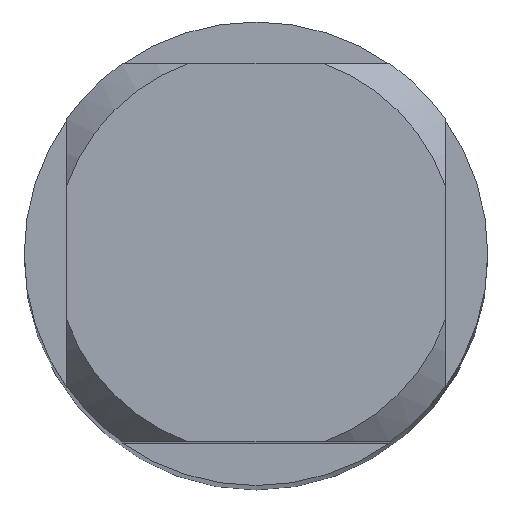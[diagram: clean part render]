
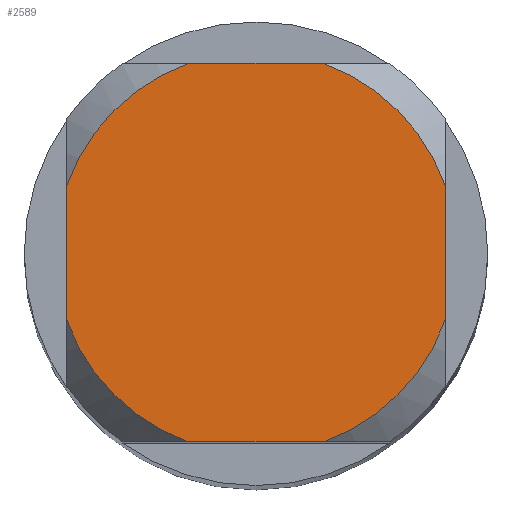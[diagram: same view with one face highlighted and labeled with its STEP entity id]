
A CAD part, top view. The second image highlights one B-rep face of the part: STEP entity #2589.
In plain terms, the highlighted planar face has unit normal (0, 0, 1).
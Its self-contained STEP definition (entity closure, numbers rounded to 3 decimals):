
#1767=VERTEX_POINT('',#5197);
#1961=EDGE_CURVE('',#4409,#1767,#5409,.T.);
#2251=VERTEX_POINT('',#5735);
#2283=VERTEX_POINT('',#5770);
#2589=ADVANCED_FACE('',(#6111),#6112,.T.);
#2673=EDGE_CURVE('',#2283,#3803,#6209,.T.);
#2693=EDGE_CURVE('',#2251,#2793,#6233,.T.);
#2793=VERTEX_POINT('',#6346);
#3063=EDGE_CURVE('',#4779,#3113,#6635,.T.);
#3113=VERTEX_POINT('',#6690);
#3145=EDGE_CURVE('',#4409,#3113,#6725,.T.);
#3581=EDGE_CURVE('',#2283,#2793,#7195,.T.);
#3661=EDGE_CURVE('',#4779,#3803,#7285,.T.);
#3711=EDGE_CURVE('',#2251,#1767,#7342,.T.);
#3803=VERTEX_POINT('',#7437);
#4409=VERTEX_POINT('',#8089);
#4779=VERTEX_POINT('',#8490);
#5197=CARTESIAN_POINT('',(2.45,0.87,0.0));
#5409=LINE('',#9309,#9310);
#5735=CARTESIAN_POINT('',(0.87,2.45,0.0));
#5770=CARTESIAN_POINT('',(-2.45,0.87,0.0));
#6111=FACE_OUTER_BOUND('',#10593,.T.);
#6112=PLANE('',#10594);
#6209=LINE('',#10730,#10731);
#6233=LINE('',#10777,#10778);
#6346=CARTESIAN_POINT('',(-0.87,2.45,0.0));
#6635=LINE('',#11494,#11495);
#6690=CARTESIAN_POINT('',(0.87,-2.45,0.0));
#6725=CIRCLE('',#11641,2.6);
#7195=CIRCLE('',#12447,2.6);
#7285=CIRCLE('',#12595,2.6);
#7342=CIRCLE('',#12677,2.6);
#7437=CARTESIAN_POINT('',(-2.45,-0.87,0.0));
#8089=CARTESIAN_POINT('',(2.45,-0.87,0.0));
#8490=CARTESIAN_POINT('',(-0.87,-2.45,0.0));
#9309=CARTESIAN_POINT('',(2.45,0.65,0.0));
#9310=VECTOR('',#15785,1.0);
#10593=EDGE_LOOP('',(#16811,#16812,#16813,#16814,#16815,#16816,#16817,#16818));
#10594=AXIS2_PLACEMENT_3D('',#16819,#16820,#16821);
#10730=CARTESIAN_POINT('',(-2.45,0.65,0.0));
#10731=VECTOR('',#16946,1.0);
#10777=CARTESIAN_POINT('',(0.0,2.45,0.0));
#10778=VECTOR('',#16984,1.0);
#11494=CARTESIAN_POINT('',(0.0,-2.45,0.0));
#11495=VECTOR('',#17386,1.0);
#11641=AXIS2_PLACEMENT_3D('',#17495,#17496,#17497);
#12447=AXIS2_PLACEMENT_3D('',#17964,#17965,#17966);
#12595=AXIS2_PLACEMENT_3D('',#18084,#18085,#18086);
#12677=AXIS2_PLACEMENT_3D('',#18163,#18164,#18165);
#15785=DIRECTION('',(-0.0,1.0,0.0));
#16811=ORIENTED_EDGE('',*,*,#2673,.T.);
#16812=ORIENTED_EDGE('',*,*,#3661,.F.);
#16813=ORIENTED_EDGE('',*,*,#3063,.T.);
#16814=ORIENTED_EDGE('',*,*,#3145,.F.);
#16815=ORIENTED_EDGE('',*,*,#1961,.T.);
#16816=ORIENTED_EDGE('',*,*,#3711,.F.);
#16817=ORIENTED_EDGE('',*,*,#2693,.T.);
#16818=ORIENTED_EDGE('',*,*,#3581,.F.);
#16819=CARTESIAN_POINT('',(0.0,1.3,0.0));
#16820=DIRECTION('',(-0.0,0.0,1.0));
#16821=DIRECTION('',(0.0,-1.0,0.0));
#16946=DIRECTION('',(-0.0,-1.0,0.0));
#16984=DIRECTION('',(-1.0,0.0,0.0));
#17386=DIRECTION('',(1.0,0.0,0.0));
#17495=CARTESIAN_POINT('',(0.0,0.0,0.0));
#17496=DIRECTION('',(0.0,0.0,-1.0));
#17497=DIRECTION('',(0.0,1.0,0.0));
#17964=CARTESIAN_POINT('',(0.0,0.0,0.0));
#17965=DIRECTION('',(0.0,0.0,-1.0));
#17966=DIRECTION('',(0.0,1.0,0.0));
#18084=CARTESIAN_POINT('',(0.0,0.0,0.0));
#18085=DIRECTION('',(0.0,0.0,-1.0));
#18086=DIRECTION('',(0.0,1.0,0.0));
#18163=CARTESIAN_POINT('',(0.0,0.0,0.0));
#18164=DIRECTION('',(0.0,0.0,-1.0));
#18165=DIRECTION('',(0.0,1.0,0.0));
